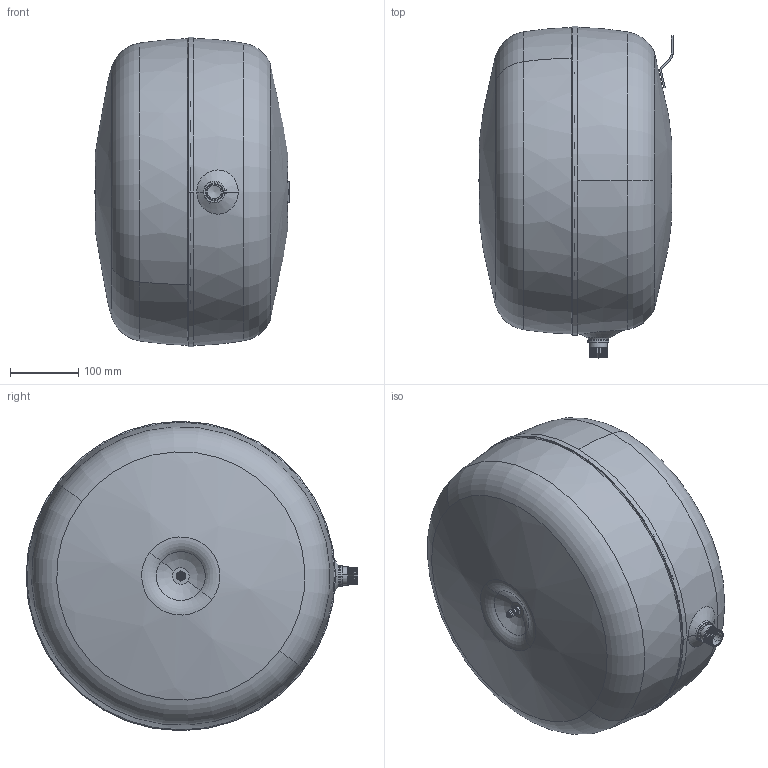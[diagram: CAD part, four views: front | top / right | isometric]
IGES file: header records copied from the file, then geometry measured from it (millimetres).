
Global section: file name: No Iges File Name specified; native system: Autodesk Inventor 2009; preprocessor: AutoDesk Inventor Iges Exporter R2009; author: CADJOBServer; date: 20100202.101941; units: millimetre
Bounding box: 285.4 x 488.2 x 455.2 mm (x, y, z)
Volume: 1201636.5 mm3; surface area: 1184806.8 mm2
Topology: 2 solids, 6 shells, 283 faces, 682 edges, 432 vertices
Faces by surface type: cone 82, revolution 59, plane 46, bspline 40, torus 30, cylinder 23, sphere 3
